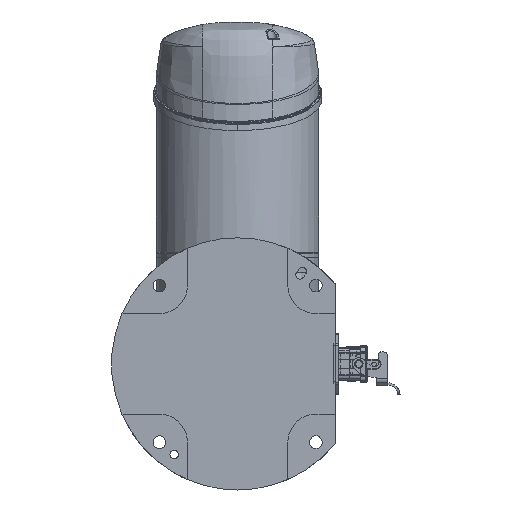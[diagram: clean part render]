
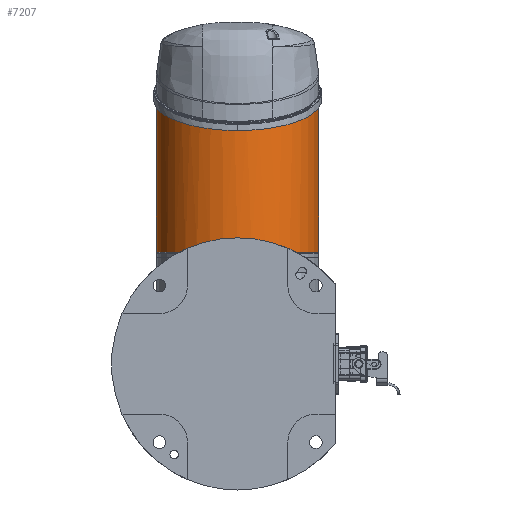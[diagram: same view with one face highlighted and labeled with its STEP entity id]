
A CAD part, front view. The second image highlights one B-rep face of the part: STEP entity #7207.
In plain terms, the highlighted cylindrical face has radius 58 mm (diameter 116 mm), a partial arc.
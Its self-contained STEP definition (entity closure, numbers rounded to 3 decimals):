
#1094 = B_SPLINE_CURVE_WITH_KNOTS ( 'NONE', 3,
 ( #20827, #13158, #28493, #82031 ),
 .UNSPECIFIED., .F., .F.,
 ( 4, 4 ),
 ( 0.011, 1. ),
 .UNSPECIFIED. ) ;
#2740 = ORIENTED_EDGE ( 'NONE', *, *, #31552, .T. ) ;
#4547 = CARTESIAN_POINT ( 'NONE',  ( -0.001, -57.999, 97.463 ) ) ;
#5898 = CARTESIAN_POINT ( 'NONE',  ( 0., -58., 55.297 ) ) ;
#6220 = CARTESIAN_POINT ( 'NONE',  ( 0., -58., -6.876 ) ) ;
#7207 = ADVANCED_FACE ( 'NONE', ( #48450 ), #46065, .T. ) ;
#9989 = ORIENTED_EDGE ( 'NONE', *, *, #69814, .T. ) ;
#10125 = EDGE_CURVE ( 'NONE', #22480, #10172, #58180, .T. ) ;
#10172 = VERTEX_POINT ( 'NONE', #59172 ) ;
#12013 = CARTESIAN_POINT ( 'NONE',  ( 0., 58., 105.358 ) ) ;
#12275 = EDGE_CURVE ( 'NONE', #12397, #51140, #22844, .T. ) ;
#12397 = VERTEX_POINT ( 'NONE', #99137 ) ;
#13158 = CARTESIAN_POINT ( 'NONE',  ( 0., 58., 89.572 ) ) ;
#13943 = CARTESIAN_POINT ( 'NONE',  ( 0., 58., 14.749 ) ) ;
#16163 = EDGE_CURVE ( 'NONE', #10172, #18754, #1094, .T. ) ;
#17669 = CIRCLE ( 'NONE', #88042, 58. ) ;
#18754 = VERTEX_POINT ( 'NONE', #89959 ) ;
#19875 = CARTESIAN_POINT ( 'NONE',  ( 0., -58., 89.572 ) ) ;
#20827 = CARTESIAN_POINT ( 'NONE',  ( 0., 58., 105.358 ) ) ;
#22480 = VERTEX_POINT ( 'NONE', #76551 ) ;
#22844 = B_SPLINE_CURVE_WITH_KNOTS ( 'NONE', 3,
 ( #67157, #59400, #5898, #74811, #28911, #82438, #36606, #90114, #44328, #97805, #52002, #6220 ),
 .UNSPECIFIED., .F., .F.,
 ( 4, 2, 2, 2, 2, 4 ),
 ( 0., 0.062, 0.124, 0.248, 0.495, 0.99 ),
 .UNSPECIFIED. ) ;
#27549 = CARTESIAN_POINT ( 'NONE',  ( 0., -58., 73.786 ) ) ;
#28493 = CARTESIAN_POINT ( 'NONE',  ( 0., 58., 73.786 ) ) ;
#28911 = CARTESIAN_POINT ( 'NONE',  ( 0., -58., 51.242 ) ) ;
#29501 = CARTESIAN_POINT ( 'NONE',  ( 0., 0., -6.876 ) ) ;
#31552 = EDGE_CURVE ( 'NONE', #18754, #59401, #66625, .T. ) ;
#34740 = CARTESIAN_POINT ( 'NONE',  ( -116., -58., 63.501 ) ) ;
#35251 = CARTESIAN_POINT ( 'NONE',  ( 0., -58., 65.893 ) ) ;
#36606 = CARTESIAN_POINT ( 'NONE',  ( 0., -58., 44.484 ) ) ;
#37216 = DIRECTION ( 'NONE',  ( -1., 0., 0. ) ) ;
#42955 = CARTESIAN_POINT ( 'NONE',  ( 0.001, -58.001, 59.974 ) ) ;
#44328 = CARTESIAN_POINT ( 'NONE',  ( 0., -58., 30.968 ) ) ;
#46065 = CYLINDRICAL_SURFACE ( 'NONE', #49504, 58. ) ;
#47395 = EDGE_LOOP ( 'NONE', ( #2740, #9989, #65844, #61950, #91744, #86495 ) ) ;
#48450 = FACE_OUTER_BOUND ( 'NONE', #47395, .T. ) ;
#49504 = AXIS2_PLACEMENT_3D ( 'NONE', #71830, #79131, #87079 ) ;
#51140 = VERTEX_POINT ( 'NONE', #89150 ) ;
#51721 = CARTESIAN_POINT ( 'NONE',  ( 0., 58., 58. ) ) ;
#52002 = CARTESIAN_POINT ( 'NONE',  ( -0.001, -57.999, 3.938 ) ) ;
#54703 = B_SPLINE_CURVE_WITH_KNOTS ( 'NONE', 3,
 ( #58042, #4547, #19875, #73470, #27549, #81086, #35251, #88748, #42955, #96433 ),
 .UNSPECIFIED., .F., .F.,
 ( 4, 2, 2, 2, 4 ),
 ( 0.011, 0.506, 0.753, 0.876, 1. ),
 .UNSPECIFIED. ) ;
#57873 = CARTESIAN_POINT ( 'NONE',  ( 0., -58., 105.358 ) ) ;
#58042 = CARTESIAN_POINT ( 'NONE',  ( 0., -58., 105.358 ) ) ;
#58180 =( BOUNDED_CURVE ( )  B_SPLINE_CURVE ( 3, ( #57873, #34740, #80596, #12013 ),
 .UNSPECIFIED., .F., .F. ) 
 B_SPLINE_CURVE_WITH_KNOTS ( ( 4, 4 ),
 ( 1.571, 4.712 ),
 .UNSPECIFIED. ) 
 CURVE ( )  GEOMETRIC_REPRESENTATION_ITEM ( )  RATIONAL_B_SPLINE_CURVE ( ( 1., 0.333, 0.333, 1. ) ) 
 REPRESENTATION_ITEM ( '' )  );
#59172 = CARTESIAN_POINT ( 'NONE',  ( 0., 58., 105.358 ) ) ;
#59400 = CARTESIAN_POINT ( 'NONE',  ( 0.001, -58.001, 56.648 ) ) ;
#59401 = VERTEX_POINT ( 'NONE', #70641 ) ;
#61950 = ORIENTED_EDGE ( 'NONE', *, *, #82950, .F. ) ;
#65844 = ORIENTED_EDGE ( 'NONE', *, *, #12275, .F. ) ;
#66625 = B_SPLINE_CURVE_WITH_KNOTS ( 'NONE', 3,
 ( #51721, #90159, #13943, #67536 ),
 .UNSPECIFIED., .F., .F.,
 ( 4, 4 ),
 ( 0., 0.99 ),
 .UNSPECIFIED. ) ;
#67157 = CARTESIAN_POINT ( 'NONE',  ( 0., -58., 58. ) ) ;
#67536 = CARTESIAN_POINT ( 'NONE',  ( 0., 58., -6.876 ) ) ;
#69814 = EDGE_CURVE ( 'NONE', #59401, #51140, #17669, .T. ) ;
#70641 = CARTESIAN_POINT ( 'NONE',  ( 0., 58., -6.876 ) ) ;
#71830 = CARTESIAN_POINT ( 'NONE',  ( 0., 0., -7.5 ) ) ;
#73470 = CARTESIAN_POINT ( 'NONE',  ( 0., -58., 77.732 ) ) ;
#74811 = CARTESIAN_POINT ( 'NONE',  ( 0., -58., 52.594 ) ) ;
#76551 = CARTESIAN_POINT ( 'NONE',  ( 0., -58., 105.358 ) ) ;
#79131 = DIRECTION ( 'NONE',  ( 0., 0., 1. ) ) ;
#80596 = CARTESIAN_POINT ( 'NONE',  ( -116., 58., 63.501 ) ) ;
#81086 = CARTESIAN_POINT ( 'NONE',  ( 0., -58., 67.866 ) ) ;
#82031 = CARTESIAN_POINT ( 'NONE',  ( 0., 58., 58. ) ) ;
#82438 = CARTESIAN_POINT ( 'NONE',  ( 0., -58., 47.187 ) ) ;
#82950 = EDGE_CURVE ( 'NONE', #22480, #12397, #54703, .T. ) ;
#83039 = DIRECTION ( 'NONE',  ( 0., 0., 1. ) ) ;
#86495 = ORIENTED_EDGE ( 'NONE', *, *, #16163, .T. ) ;
#87079 = DIRECTION ( 'NONE',  ( 1., 0., 0. ) ) ;
#88042 = AXIS2_PLACEMENT_3D ( 'NONE', #29501, #83039, #37216 ) ;
#88748 = CARTESIAN_POINT ( 'NONE',  ( 0., -58., 61.946 ) ) ;
#89150 = CARTESIAN_POINT ( 'NONE',  ( 0., -58., -6.876 ) ) ;
#89959 = CARTESIAN_POINT ( 'NONE',  ( 0., 58., 58. ) ) ;
#90114 = CARTESIAN_POINT ( 'NONE',  ( 0., -58., 36.375 ) ) ;
#90159 = CARTESIAN_POINT ( 'NONE',  ( 0., 58., 36.375 ) ) ;
#91744 = ORIENTED_EDGE ( 'NONE', *, *, #10125, .T. ) ;
#96433 = CARTESIAN_POINT ( 'NONE',  ( 0., -58., 58. ) ) ;
#97805 = CARTESIAN_POINT ( 'NONE',  ( 0., -58., 14.749 ) ) ;
#99137 = CARTESIAN_POINT ( 'NONE',  ( 0., -58., 58. ) ) ;
